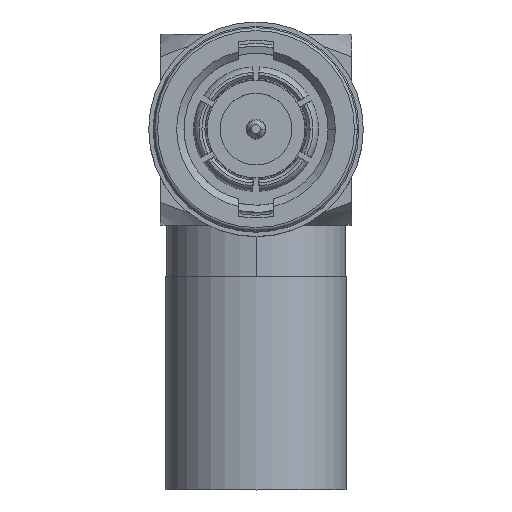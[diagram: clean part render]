
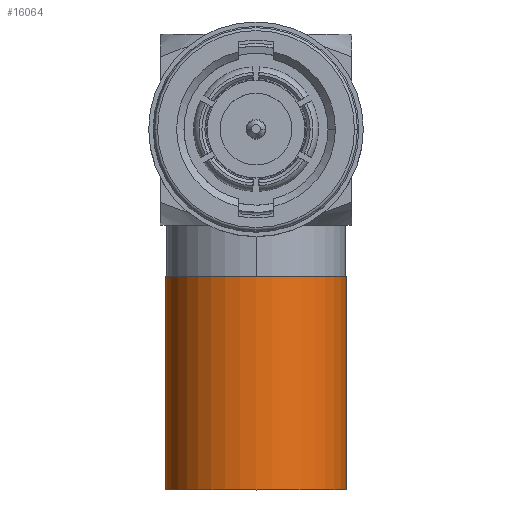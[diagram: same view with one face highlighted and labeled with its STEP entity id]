
A CAD part, top view. The second image highlights one B-rep face of the part: STEP entity #16064.
In plain terms, the highlighted cylindrical face has radius 6.125 mm (diameter 12.25 mm), a partial arc.
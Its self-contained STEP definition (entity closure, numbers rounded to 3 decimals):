
#664 = CARTESIAN_POINT ( 'NONE',  ( 6.125, -10., -23.2 ) ) ;
#991 = ORIENTED_EDGE ( 'NONE', *, *, #7773, .T. ) ;
#1124 = DIRECTION ( 'NONE',  ( 0., 1., 0. ) ) ;
#3442 = DIRECTION ( 'NONE',  ( 0., 1., 0. ) ) ;
#3502 = CARTESIAN_POINT ( 'NONE',  ( 6.125, -9.582, -23.2 ) ) ;
#3967 = CIRCLE ( 'NONE', #4586, 6.125 ) ;
#4061 = VERTEX_POINT ( 'NONE', #664 ) ;
#4586 = AXIS2_PLACEMENT_3D ( 'NONE', #17039, #6290, #16985 ) ;
#5342 = CARTESIAN_POINT ( 'NONE',  ( 0., -24.5, -23.2 ) ) ;
#5383 = LINE ( 'NONE', #10300, #13541 ) ;
#5424 = AXIS2_PLACEMENT_3D ( 'NONE', #5342, #1124, #6712 ) ;
#5812 = DIRECTION ( 'NONE',  ( 1., 0., 0. ) ) ;
#5855 = AXIS2_PLACEMENT_3D ( 'NONE', #9964, #14034, #5812 ) ;
#6208 = DIRECTION ( 'NONE',  ( 0., 1., 0. ) ) ;
#6260 = ORIENTED_EDGE ( 'NONE', *, *, #9564, .T. ) ;
#6290 = DIRECTION ( 'NONE',  ( 0., 1., 0. ) ) ;
#6712 = DIRECTION ( 'NONE',  ( 1., 0., 0. ) ) ;
#6947 = EDGE_CURVE ( 'NONE', #9301, #14342, #5383, .T. ) ;
#6955 = CARTESIAN_POINT ( 'NONE',  ( 6.125, -24.5, -23.2 ) ) ;
#7773 = EDGE_CURVE ( 'NONE', #9301, #9274, #10294, .T. ) ;
#9274 = VERTEX_POINT ( 'NONE', #6955 ) ;
#9301 = VERTEX_POINT ( 'NONE', #17701 ) ;
#9564 = EDGE_CURVE ( 'NONE', #9274, #4061, #11275, .T. ) ;
#9964 = CARTESIAN_POINT ( 'NONE',  ( 0., -9.582, -23.2 ) ) ;
#10294 = CIRCLE ( 'NONE', #5424, 6.125 ) ;
#10300 = CARTESIAN_POINT ( 'NONE',  ( -6.125, -9.582, -23.2 ) ) ;
#11275 = LINE ( 'NONE', #3502, #12974 ) ;
#11558 = ORIENTED_EDGE ( 'NONE', *, *, #16113, .F. ) ;
#12974 = VECTOR ( 'NONE', #3442, 1000. ) ;
#13208 = FACE_OUTER_BOUND ( 'NONE', #16695, .T. ) ;
#13541 = VECTOR ( 'NONE', #6208, 1000. ) ;
#13641 = CYLINDRICAL_SURFACE ( 'NONE', #5855, 6.125 ) ;
#14006 = ORIENTED_EDGE ( 'NONE', *, *, #6947, .F. ) ;
#14034 = DIRECTION ( 'NONE',  ( 0., 1., 0. ) ) ;
#14342 = VERTEX_POINT ( 'NONE', #15834 ) ;
#15834 = CARTESIAN_POINT ( 'NONE',  ( -6.125, -10., -23.2 ) ) ;
#16064 = ADVANCED_FACE ( 'NONE', ( #13208 ), #13641, .T. ) ;
#16113 = EDGE_CURVE ( 'NONE', #14342, #4061, #3967, .T. ) ;
#16695 = EDGE_LOOP ( 'NONE', ( #14006, #991, #6260, #11558 ) ) ;
#16985 = DIRECTION ( 'NONE',  ( 1., 0., 0. ) ) ;
#17039 = CARTESIAN_POINT ( 'NONE',  ( 0., -10., -23.2 ) ) ;
#17701 = CARTESIAN_POINT ( 'NONE',  ( -6.125, -24.5, -23.2 ) ) ;
